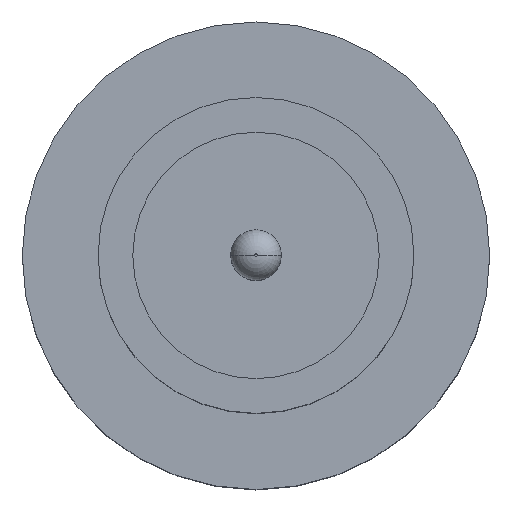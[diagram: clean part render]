
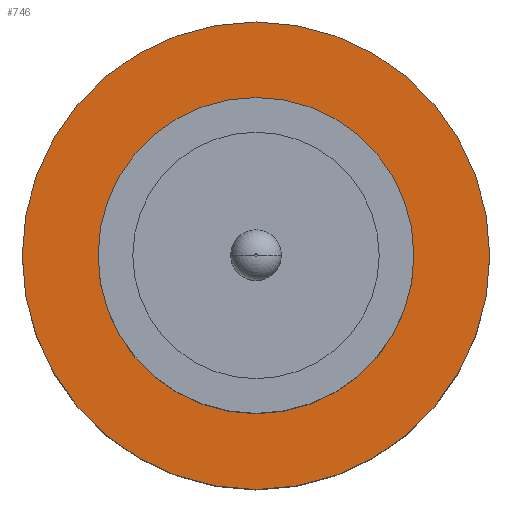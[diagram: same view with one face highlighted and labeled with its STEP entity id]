
A CAD part, top view. The second image highlights one B-rep face of the part: STEP entity #746.
In plain terms, the highlighted planar face has unit normal (0, 0, 1).
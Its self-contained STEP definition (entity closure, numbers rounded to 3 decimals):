
#18 = VERTEX_POINT ( 'NONE', #331 ) ;
#29 = VERTEX_POINT ( 'NONE', #138 ) ;
#30 = ORIENTED_EDGE ( 'NONE', *, *, #768, .T. ) ;
#35 = EDGE_LOOP ( 'NONE', ( #404, #30 ) ) ;
#36 = CIRCLE ( 'NONE', #818, 1.85 ) ;
#38 = AXIS2_PLACEMENT_3D ( 'NONE', #290, #776, #368 ) ;
#49 = CARTESIAN_POINT ( 'NONE',  ( 0., 0., 1.55 ) ) ;
#74 = DIRECTION ( 'NONE',  ( 0., 0., 1. ) ) ;
#138 = CARTESIAN_POINT ( 'NONE',  ( -1.85, 0., 1.55 ) ) ;
#154 = DIRECTION ( 'NONE',  ( 1., 0., 0. ) ) ;
#188 = DIRECTION ( 'NONE',  ( 0., 0., 1. ) ) ;
#194 = EDGE_CURVE ( 'NONE', #18, #900, #403, .T. ) ;
#257 = DIRECTION ( 'NONE',  ( 1., 0., 0. ) ) ;
#289 = DIRECTION ( 'NONE',  ( 0., 0., 1. ) ) ;
#290 = CARTESIAN_POINT ( 'NONE',  ( 0., 0., 1.55 ) ) ;
#293 = CIRCLE ( 'NONE', #612, 1.25 ) ;
#331 = CARTESIAN_POINT ( 'NONE',  ( -1.25, 0., 1.55 ) ) ;
#345 = DIRECTION ( 'NONE',  ( 1., 0., 0. ) ) ;
#368 = DIRECTION ( 'NONE',  ( 1., 0., 0. ) ) ;
#375 = DIRECTION ( 'NONE',  ( 1., 0., 0. ) ) ;
#403 = CIRCLE ( 'NONE', #38, 1.25 ) ;
#404 = ORIENTED_EDGE ( 'NONE', *, *, #779, .T. ) ;
#441 = CARTESIAN_POINT ( 'NONE',  ( 0., 0., 1.55 ) ) ;
#492 = CIRCLE ( 'NONE', #868, 1.85 ) ;
#505 = PLANE ( 'NONE',  #515 ) ;
#515 = AXIS2_PLACEMENT_3D ( 'NONE', #441, #74, #375 ) ;
#534 = FACE_BOUND ( 'NONE', #540, .T. ) ;
#540 = EDGE_LOOP ( 'NONE', ( #836, #640 ) ) ;
#544 = DIRECTION ( 'NONE',  ( 0., 0., 1. ) ) ;
#551 = CARTESIAN_POINT ( 'NONE',  ( 0., 0., 1.55 ) ) ;
#612 = AXIS2_PLACEMENT_3D ( 'NONE', #646, #289, #154 ) ;
#640 = ORIENTED_EDGE ( 'NONE', *, *, #194, .F. ) ;
#646 = CARTESIAN_POINT ( 'NONE',  ( 0., 0., 1.55 ) ) ;
#660 = CARTESIAN_POINT ( 'NONE',  ( 1.85, 0., 1.55 ) ) ;
#685 = EDGE_CURVE ( 'NONE', #900, #18, #293, .T. ) ;
#711 = VERTEX_POINT ( 'NONE', #660 ) ;
#746 = ADVANCED_FACE ( 'NONE', ( #534, #800 ), #505, .T. ) ;
#768 = EDGE_CURVE ( 'NONE', #711, #29, #36, .T. ) ;
#776 = DIRECTION ( 'NONE',  ( 0., 0., 1. ) ) ;
#779 = EDGE_CURVE ( 'NONE', #29, #711, #492, .T. ) ;
#800 = FACE_OUTER_BOUND ( 'NONE', #35, .T. ) ;
#804 = CARTESIAN_POINT ( 'NONE',  ( 1.25, 0., 1.55 ) ) ;
#818 = AXIS2_PLACEMENT_3D ( 'NONE', #49, #544, #257 ) ;
#836 = ORIENTED_EDGE ( 'NONE', *, *, #685, .F. ) ;
#868 = AXIS2_PLACEMENT_3D ( 'NONE', #551, #188, #345 ) ;
#900 = VERTEX_POINT ( 'NONE', #804 ) ;
